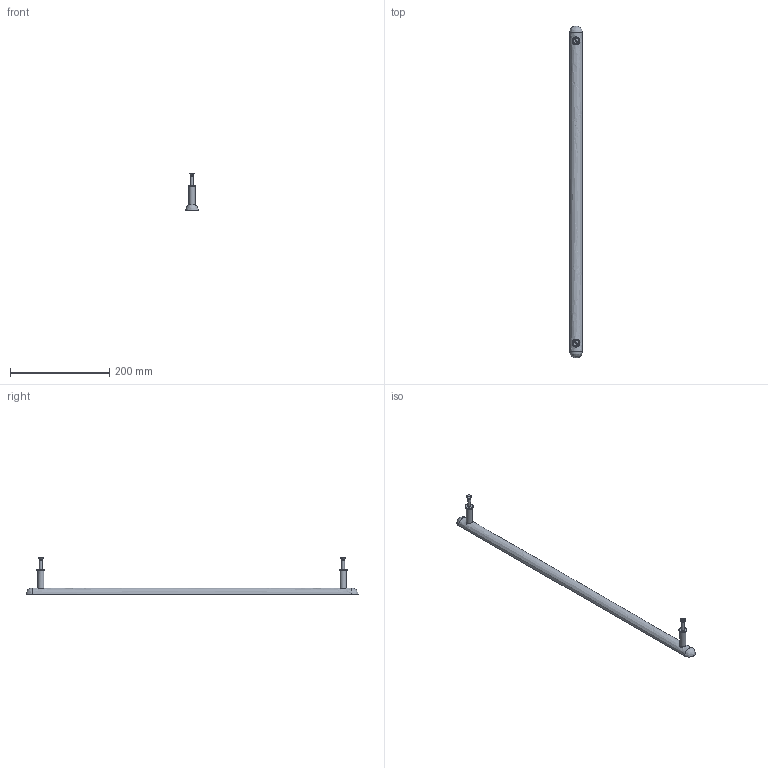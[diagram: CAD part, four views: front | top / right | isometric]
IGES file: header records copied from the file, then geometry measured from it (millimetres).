
Global section: file name: P8257-F; native system: Autodesk Inventor 2024; preprocessor: unknown; author: rclarke; date: 20250716.080622; units: millimetre
Bounding box: 25.4 x 668 x 74 mm (x, y, z)
Volume: 177065.8 mm3; surface area: 51031.3 mm2
Topology: 5 solids, 5 shells, 76 faces, 196 edges, 140 vertices
Faces by surface type: bspline 76
